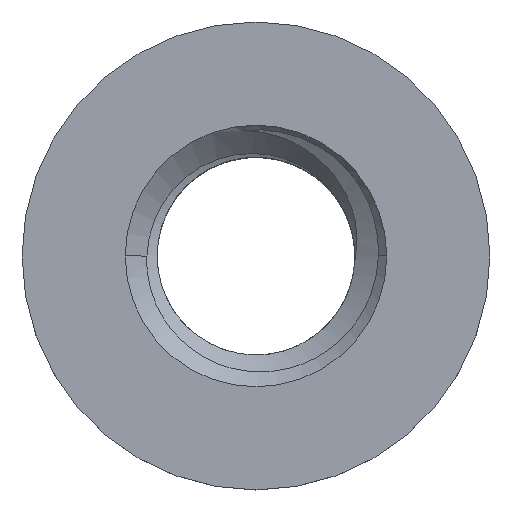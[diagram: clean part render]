
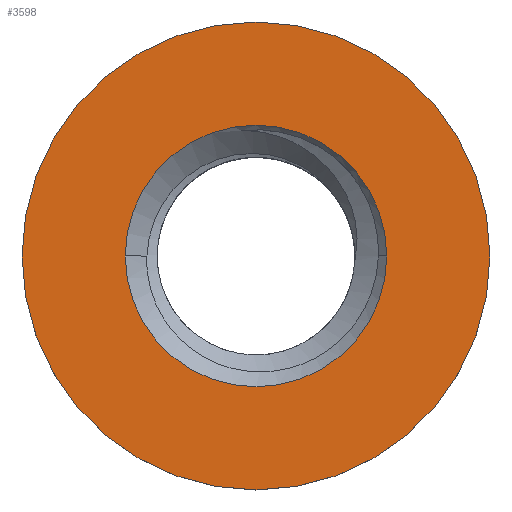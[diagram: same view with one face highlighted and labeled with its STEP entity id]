
A CAD part, top view. The second image highlights one B-rep face of the part: STEP entity #3598.
In plain terms, the highlighted planar face has unit normal (0, 0, 1).
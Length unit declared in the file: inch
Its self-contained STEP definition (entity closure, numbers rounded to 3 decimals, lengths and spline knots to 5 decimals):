
#15=FACE_BOUND('',#880,.T.);
#166=PLANE('',#4004);
#646=FACE_OUTER_BOUND('',#879,.T.);
#879=EDGE_LOOP('',(#2940,#2941));
#880=EDGE_LOOP('',(#2942,#2943));
#992=CIRCLE('',#3724,0.06119);
#994=CIRCLE('',#3727,0.06119);
#1026=CIRCLE('',#3763,0.10945);
#1151=CIRCLE('',#4005,0.10945);
#1345=VERTEX_POINT('',#4761);
#1346=VERTEX_POINT('',#4763);
#1390=VERTEX_POINT('',#4894);
#1391=VERTEX_POINT('',#4896);
#1707=EDGE_CURVE('',#1345,#1346,#992,.T.);
#1715=EDGE_CURVE('',#1346,#1345,#994,.T.);
#1754=EDGE_CURVE('',#1391,#1390,#1026,.T.);
#2182=EDGE_CURVE('',#1390,#1391,#1151,.T.);
#2940=ORIENTED_EDGE('',*,*,#1754,.T.);
#2941=ORIENTED_EDGE('',*,*,#2182,.T.);
#2942=ORIENTED_EDGE('',*,*,#1715,.F.);
#2943=ORIENTED_EDGE('',*,*,#1707,.F.);
#3598=ADVANCED_FACE('',(#646,#15),#166,.F.);
#3724=AXIS2_PLACEMENT_3D('',#4764,#4037,#4038);
#3727=AXIS2_PLACEMENT_3D('',#4814,#4045,#4046);
#3763=AXIS2_PLACEMENT_3D('',#4897,#4124,#4125);
#4004=AXIS2_PLACEMENT_3D('',#7423,#4626,#4627);
#4005=AXIS2_PLACEMENT_3D('',#7424,#4628,#4629);
#4037=DIRECTION('center_axis',(0.,0.,1.));
#4038=DIRECTION('ref_axis',(1.,0.,0.));
#4045=DIRECTION('center_axis',(0.,0.,1.));
#4046=DIRECTION('ref_axis',(1.,0.,0.));
#4124=DIRECTION('center_axis',(0.,0.,1.));
#4125=DIRECTION('ref_axis',(1.,0.,0.));
#4626=DIRECTION('center_axis',(0.,0.,-1.));
#4627=DIRECTION('ref_axis',(-1.,0.,0.));
#4628=DIRECTION('center_axis',(0.,0.,1.));
#4629=DIRECTION('ref_axis',(1.,0.,0.));
#4761=CARTESIAN_POINT('',(-0.06119,0.,0.0748));
#4763=CARTESIAN_POINT('',(0.06119,0.,0.0748));
#4764=CARTESIAN_POINT('Origin',(0.,0.,0.0748));
#4814=CARTESIAN_POINT('Origin',(0.,0.,0.0748));
#4894=CARTESIAN_POINT('',(-0.10945,0.,0.0748));
#4896=CARTESIAN_POINT('',(0.10945,0.,0.0748));
#4897=CARTESIAN_POINT('Origin',(0.,0.,0.0748));
#7423=CARTESIAN_POINT('Origin',(0.,0.05906,0.0748));
#7424=CARTESIAN_POINT('Origin',(0.,0.,0.0748));
